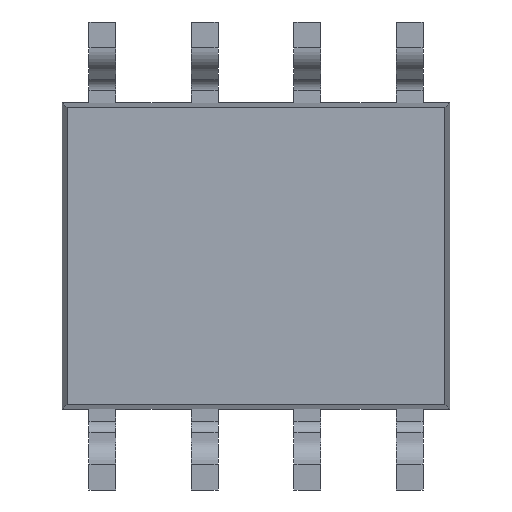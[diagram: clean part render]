
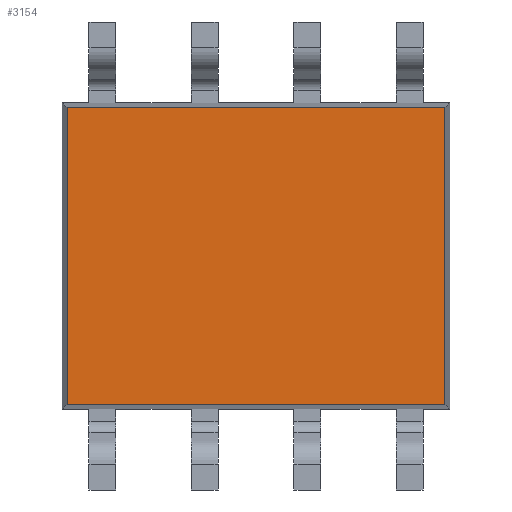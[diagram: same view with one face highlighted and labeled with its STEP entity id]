
A CAD part, front view. The second image highlights one B-rep face of the part: STEP entity #3154.
In plain terms, the highlighted planar face has unit normal (0, -1, 0).
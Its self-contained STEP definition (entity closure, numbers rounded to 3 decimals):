
#59 = VERTEX_POINT ( 'NONE', #1782 ) ;
#125 = ORIENTED_EDGE ( 'NONE', *, *, #195, .T. ) ;
#195 = EDGE_CURVE ( 'NONE', #1931, #509, #2939, .T. ) ;
#217 = CARTESIAN_POINT ( 'NONE',  ( -2.341, -0.675, 1.9 ) ) ;
#453 = EDGE_LOOP ( 'NONE', ( #4300, #645, #125, #2903 ) ) ;
#509 = VERTEX_POINT ( 'NONE', #5323 ) ;
#579 = DIRECTION ( 'NONE',  ( 0., 0., -1. ) ) ;
#609 = LINE ( 'NONE', #217, #2383 ) ;
#645 = ORIENTED_EDGE ( 'NONE', *, *, #3805, .T. ) ;
#663 = DIRECTION ( 'NONE',  ( 0., -1., 0. ) ) ;
#834 = PLANE ( 'NONE',  #2432 ) ;
#1203 = EDGE_CURVE ( 'NONE', #509, #1260, #609, .T. ) ;
#1212 = CARTESIAN_POINT ( 'NONE',  ( -2.341, -0.675, -1.841 ) ) ;
#1260 = VERTEX_POINT ( 'NONE', #1212 ) ;
#1537 = CARTESIAN_POINT ( 'NONE',  ( -2.4, -0.675, -1.841 ) ) ;
#1578 = CARTESIAN_POINT ( 'NONE',  ( 2.4, -0.675, 1.841 ) ) ;
#1782 = CARTESIAN_POINT ( 'NONE',  ( 2.341, -0.675, -1.841 ) ) ;
#1931 = VERTEX_POINT ( 'NONE', #2727 ) ;
#2101 = VECTOR ( 'NONE', #5033, 1000. ) ;
#2363 = CARTESIAN_POINT ( 'NONE',  ( 0., -0.675, 0. ) ) ;
#2365 = DIRECTION ( 'NONE',  ( 0., 0., -1. ) ) ;
#2383 = VECTOR ( 'NONE', #2365, 1000. ) ;
#2432 = AXIS2_PLACEMENT_3D ( 'NONE', #2363, #663, #579 ) ;
#2453 = EDGE_CURVE ( 'NONE', #1260, #59, #2815, .T. ) ;
#2727 = CARTESIAN_POINT ( 'NONE',  ( 2.341, -0.675, 1.841 ) ) ;
#2815 = LINE ( 'NONE', #1537, #4422 ) ;
#2903 = ORIENTED_EDGE ( 'NONE', *, *, #1203, .T. ) ;
#2939 = LINE ( 'NONE', #1578, #2101 ) ;
#3154 = ADVANCED_FACE ( 'NONE', ( #4722 ), #834, .T. ) ;
#3673 = DIRECTION ( 'NONE',  ( 1., 0., 0. ) ) ;
#3805 = EDGE_CURVE ( 'NONE', #59, #1931, #3999, .T. ) ;
#3999 = LINE ( 'NONE', #5178, #4342 ) ;
#4300 = ORIENTED_EDGE ( 'NONE', *, *, #2453, .T. ) ;
#4342 = VECTOR ( 'NONE', #4368, 1000. ) ;
#4368 = DIRECTION ( 'NONE',  ( 0., 0., 1. ) ) ;
#4422 = VECTOR ( 'NONE', #3673, 1000. ) ;
#4722 = FACE_OUTER_BOUND ( 'NONE', #453, .T. ) ;
#5033 = DIRECTION ( 'NONE',  ( -1., 0., 0. ) ) ;
#5178 = CARTESIAN_POINT ( 'NONE',  ( 2.341, -0.675, -1.9 ) ) ;
#5323 = CARTESIAN_POINT ( 'NONE',  ( -2.341, -0.675, 1.841 ) ) ;
